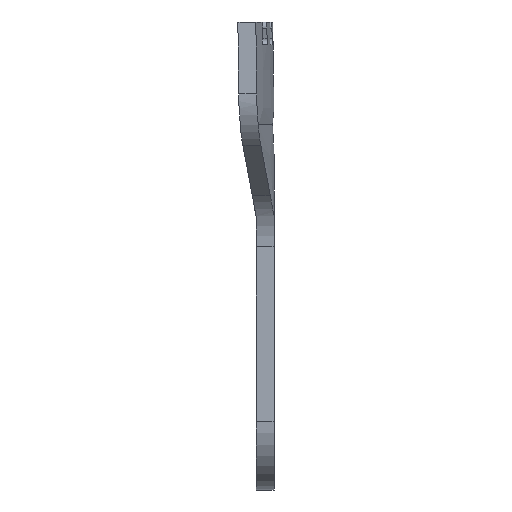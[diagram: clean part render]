
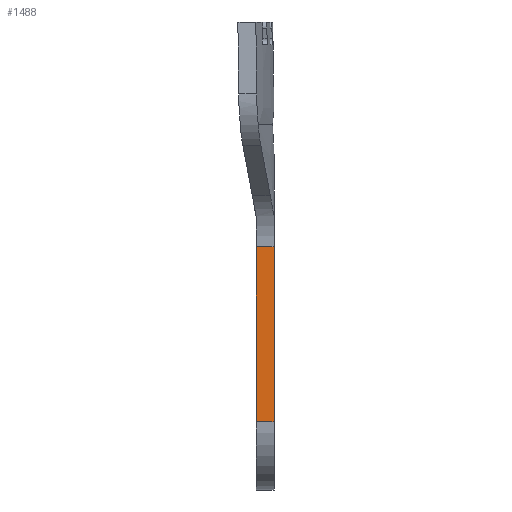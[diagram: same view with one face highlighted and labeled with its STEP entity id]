
A CAD part, left-side view. The second image highlights one B-rep face of the part: STEP entity #1488.
In plain terms, the highlighted planar face has unit normal (-1, 0, 0).
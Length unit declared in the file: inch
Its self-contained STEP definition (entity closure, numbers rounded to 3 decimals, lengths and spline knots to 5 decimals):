
#172=FACE_OUTER_BOUND('',#256,.T.);
#256=EDGE_LOOP('',(#1369,#1370,#1371,#1372));
#307=LINE('',#3035,#399);
#336=LINE('',#3347,#428);
#344=LINE('',#3495,#436);
#348=LINE('',#3505,#440);
#399=VECTOR('',#1783,0.3937);
#428=VECTOR('',#1886,0.3937);
#436=VECTOR('',#1908,0.3937);
#440=VECTOR('',#1918,0.3937);
#646=VERTEX_POINT('',#3032);
#647=VERTEX_POINT('',#3034);
#688=VERTEX_POINT('',#3345);
#693=VERTEX_POINT('',#3494);
#843=EDGE_CURVE('',#646,#647,#307,.T.);
#904=EDGE_CURVE('',#646,#688,#336,.T.);
#916=EDGE_CURVE('',#693,#647,#344,.T.);
#922=EDGE_CURVE('',#688,#693,#348,.T.);
#1369=ORIENTED_EDGE('',*,*,#904,.T.);
#1370=ORIENTED_EDGE('',*,*,#922,.T.);
#1371=ORIENTED_EDGE('',*,*,#916,.T.);
#1372=ORIENTED_EDGE('',*,*,#843,.F.);
#1412=PLANE('',#1618);
#1488=ADVANCED_FACE('',(#172),#1412,.F.);
#1618=AXIS2_PLACEMENT_3D('',#3510,#1925,#1926);
#1783=DIRECTION('',(0.,0.,-1.));
#1886=DIRECTION('',(0.,1.,0.));
#1908=DIRECTION('',(0.,-1.,0.));
#1918=DIRECTION('',(0.,0.,-1.));
#1925=DIRECTION('center_axis',(1.,0.,0.));
#1926=DIRECTION('ref_axis',(0.,-1.,0.));
#3032=CARTESIAN_POINT('',(-2.,-0.44703,-14.6736));
#3034=CARTESIAN_POINT('',(-2.,-0.44703,-18.5));
#3035=CARTESIAN_POINT('',(-2.,-0.44703,-14.));
#3345=CARTESIAN_POINT('',(-2.,-0.0533,-14.6736));
#3347=CARTESIAN_POINT('',(-2.,0.13421,-14.6736));
#3494=CARTESIAN_POINT('',(-2.,-0.0533,-18.5));
#3495=CARTESIAN_POINT('',(-2.,-0.15173,-18.5));
#3505=CARTESIAN_POINT('',(-2.,-0.0533,-14.));
#3510=CARTESIAN_POINT('Origin',(-2.,-0.0533,-14.));
